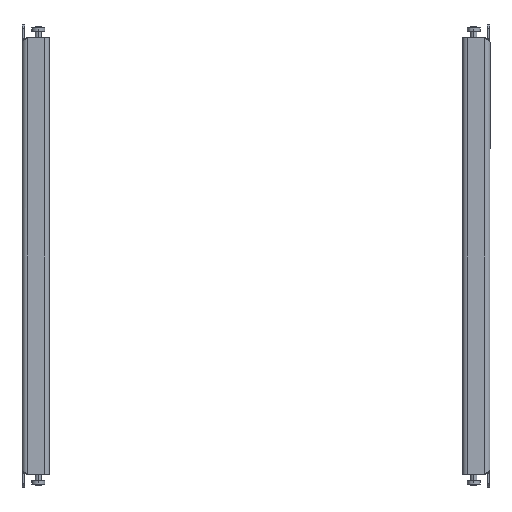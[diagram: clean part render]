
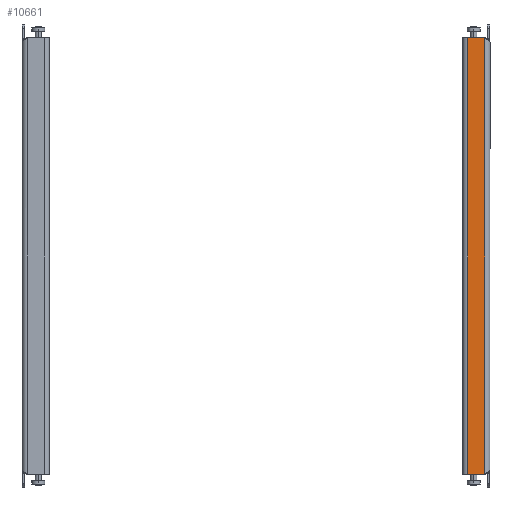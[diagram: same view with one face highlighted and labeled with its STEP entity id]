
A CAD part, front view. The second image highlights one B-rep face of the part: STEP entity #10661.
In plain terms, the highlighted planar face has unit normal (0, -1, 0).
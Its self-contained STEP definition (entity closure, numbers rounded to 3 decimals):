
#114 = LINE ( 'NONE', #5457, #7708 ) ;
#402 = DIRECTION ( 'NONE',  ( 0., 1., 0. ) ) ;
#541 = VECTOR ( 'NONE', #1426, 1000. ) ;
#613 = ORIENTED_EDGE ( 'NONE', *, *, #4334, .F. ) ;
#655 = VERTEX_POINT ( 'NONE', #2243 ) ;
#1253 = DIRECTION ( 'NONE',  ( 0., 0., 1. ) ) ;
#1356 = VERTEX_POINT ( 'NONE', #11174 ) ;
#1426 = DIRECTION ( 'NONE',  ( 1., 0., 0. ) ) ;
#1852 = EDGE_CURVE ( 'NONE', #655, #8356, #114, .T. ) ;
#2163 = CARTESIAN_POINT ( 'NONE',  ( 0., -99., 0. ) ) ;
#2243 = CARTESIAN_POINT ( 'NONE',  ( 167.4, -99., -4. ) ) ;
#2456 = LINE ( 'NONE', #8103, #4631 ) ;
#2857 = VERTEX_POINT ( 'NONE', #3236 ) ;
#3236 = CARTESIAN_POINT ( 'NONE',  ( -167.4, -99., -4. ) ) ;
#3352 = LINE ( 'NONE', #8715, #10506 ) ;
#3607 = CARTESIAN_POINT ( 'NONE',  ( 167.4, -99., -17. ) ) ;
#4334 = EDGE_CURVE ( 'NONE', #2857, #655, #2456, .T. ) ;
#4631 = VECTOR ( 'NONE', #10729, 1000. ) ;
#5457 = CARTESIAN_POINT ( 'NONE',  ( 167.4, -99., -4. ) ) ;
#5882 = AXIS2_PLACEMENT_3D ( 'NONE', #2163, #402, #1253 ) ;
#5914 = ORIENTED_EDGE ( 'NONE', *, *, #10346, .T. ) ;
#6393 = DIRECTION ( 'NONE',  ( 0., 0., -1. ) ) ;
#6506 = EDGE_LOOP ( 'NONE', ( #7398, #8240, #613, #5914 ) ) ;
#7032 = CARTESIAN_POINT ( 'NONE',  ( -167.4, -99., -17. ) ) ;
#7315 = LINE ( 'NONE', #7032, #541 ) ;
#7398 = ORIENTED_EDGE ( 'NONE', *, *, #7765, .T. ) ;
#7708 = VECTOR ( 'NONE', #6393, 1000. ) ;
#7765 = EDGE_CURVE ( 'NONE', #1356, #8356, #7315, .T. ) ;
#8103 = CARTESIAN_POINT ( 'NONE',  ( 163.4, -99., -4. ) ) ;
#8240 = ORIENTED_EDGE ( 'NONE', *, *, #1852, .F. ) ;
#8356 = VERTEX_POINT ( 'NONE', #3607 ) ;
#8550 = DIRECTION ( 'NONE',  ( 0., 0., -1. ) ) ;
#8715 = CARTESIAN_POINT ( 'NONE',  ( -167.4, -99., -4. ) ) ;
#10346 = EDGE_CURVE ( 'NONE', #2857, #1356, #3352, .T. ) ;
#10366 = PLANE ( 'NONE',  #5882 ) ;
#10506 = VECTOR ( 'NONE', #8550, 1000. ) ;
#10661 = ADVANCED_FACE ( 'NONE', ( #11631 ), #10366, .F. ) ;
#10729 = DIRECTION ( 'NONE',  ( 1., 0., 0. ) ) ;
#11174 = CARTESIAN_POINT ( 'NONE',  ( -167.4, -99., -17. ) ) ;
#11631 = FACE_OUTER_BOUND ( 'NONE', #6506, .T. ) ;
